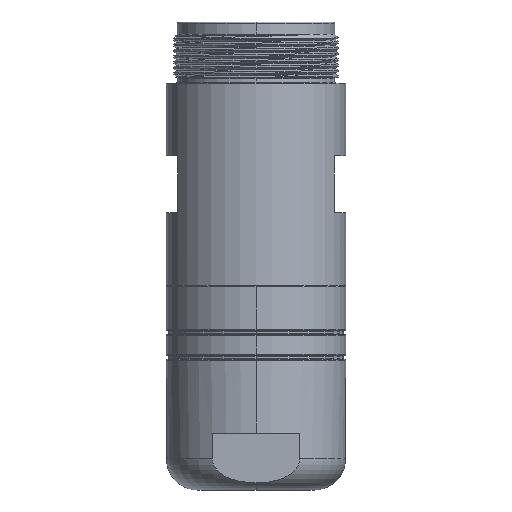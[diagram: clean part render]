
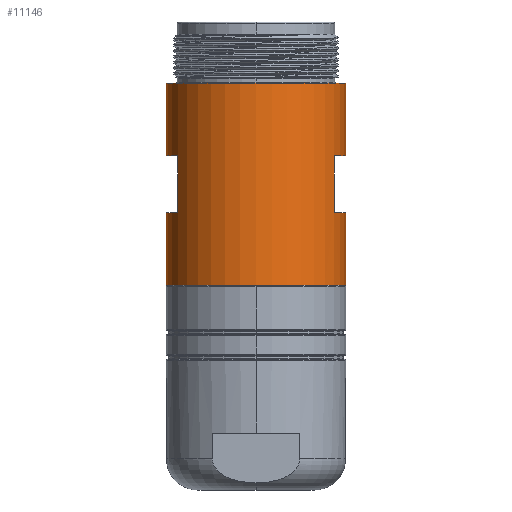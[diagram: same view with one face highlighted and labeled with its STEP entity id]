
A CAD part, front view. The second image highlights one B-rep face of the part: STEP entity #11146.
In plain terms, the highlighted cylindrical face has radius 31.5 mm (diameter 63 mm), a partial arc.
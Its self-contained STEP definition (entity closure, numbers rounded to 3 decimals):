
#2370=CARTESIAN_POINT('',(0.,0.,-21.5));
#2371=DIRECTION('',(0.,0.,1.));
#2372=DIRECTION('',(-0.177,0.984,0.));
#2373=AXIS2_PLACEMENT_3D('',#2370,#2371,#2372);
#2375=DIRECTION('',(0.,0.,1.));
#2376=VECTOR('',#2375,71.);
#2377=CARTESIAN_POINT('',(5.59,31.,-92.5));
#2378=LINE('',#2377,#2376);
#2379=CARTESIAN_POINT('',(0.,0.,-92.5));
#2380=DIRECTION('',(0.,0.,-1.));
#2381=DIRECTION('',(0.177,0.984,0.));
#2382=AXIS2_PLACEMENT_3D('',#2379,#2380,#2381);
#2384=DIRECTION('',(0.,0.,1.));
#2385=VECTOR('',#2384,71.);
#2386=CARTESIAN_POINT('',(-5.59,31.,-92.5));
#2387=LINE('',#2386,#2385);
#2388=CARTESIAN_POINT('',(0.,0.,-47.));
#2389=DIRECTION('',(0.,0.,1.));
#2390=DIRECTION('',(0.873,-0.488,0.));
#2391=AXIS2_PLACEMENT_3D('',#2388,#2389,#2390);
#2393=DIRECTION('',(0.,0.,1.));
#2394=VECTOR('',#2393,20.);
#2395=CARTESIAN_POINT('',(27.5,-15.362,-67.));
#2396=LINE('',#2395,#2394);
#2397=CARTESIAN_POINT('',(0.,0.,-67.));
#2398=DIRECTION('',(0.,0.,1.));
#2399=DIRECTION('',(0.873,-0.488,0.));
#2400=AXIS2_PLACEMENT_3D('',#2397,#2398,#2399);
#2402=DIRECTION('',(0.,0.,1.));
#2403=VECTOR('',#2402,20.);
#2404=CARTESIAN_POINT('',(27.5,15.362,-67.));
#2405=LINE('',#2404,#2403);
#2406=CARTESIAN_POINT('',(0.,0.,-47.));
#2407=DIRECTION('',(0.,0.,1.));
#2408=DIRECTION('',(-0.873,0.488,0.));
#2409=AXIS2_PLACEMENT_3D('',#2406,#2407,#2408);
#2411=DIRECTION('',(0.,0.,1.));
#2412=VECTOR('',#2411,20.);
#2413=CARTESIAN_POINT('',(-27.5,15.362,-67.));
#2414=LINE('',#2413,#2412);
#2415=CARTESIAN_POINT('',(0.,0.,-67.));
#2416=DIRECTION('',(0.,0.,1.));
#2417=DIRECTION('',(-0.873,0.488,0.));
#2418=AXIS2_PLACEMENT_3D('',#2415,#2416,#2417);
#2420=DIRECTION('',(0.,0.,1.));
#2421=VECTOR('',#2420,20.);
#2422=CARTESIAN_POINT('',(-27.5,-15.362,-67.));
#2423=LINE('',#2422,#2421);
#6442=CARTESIAN_POINT('',(-27.5,15.362,-47.));
#6443=CARTESIAN_POINT('',(-27.5,-15.362,-47.));
#6444=VERTEX_POINT('',#6442);
#6445=VERTEX_POINT('',#6443);
#6446=CARTESIAN_POINT('',(27.5,-15.362,-47.));
#6447=CARTESIAN_POINT('',(27.5,15.362,-47.));
#6448=VERTEX_POINT('',#6446);
#6449=VERTEX_POINT('',#6447);
#6450=CARTESIAN_POINT('',(-27.5,15.362,-67.));
#6451=CARTESIAN_POINT('',(-27.5,-15.362,-67.));
#6452=VERTEX_POINT('',#6450);
#6453=VERTEX_POINT('',#6451);
#6454=CARTESIAN_POINT('',(27.5,-15.362,-67.));
#6455=CARTESIAN_POINT('',(27.5,15.362,-67.));
#6456=VERTEX_POINT('',#6454);
#6457=VERTEX_POINT('',#6455);
#6528=CARTESIAN_POINT('',(-5.59,31.,-92.5));
#6529=CARTESIAN_POINT('',(-5.59,31.,-21.5));
#6530=VERTEX_POINT('',#6528);
#6531=VERTEX_POINT('',#6529);
#6532=CARTESIAN_POINT('',(5.59,31.,-92.5));
#6533=CARTESIAN_POINT('',(5.59,31.,-21.5));
#6534=VERTEX_POINT('',#6532);
#6535=VERTEX_POINT('',#6533);
#11114=CARTESIAN_POINT('',(0.,0.,-148.995));
#11115=DIRECTION('',(0.,0.,1.));
#11116=DIRECTION('',(0.,1.,0.));
#11117=AXIS2_PLACEMENT_3D('',#11114,#11115,#11116);
#11118=CYLINDRICAL_SURFACE('',#11117,31.5);
#11119=ORIENTED_EDGE('',*,*,#11058,.T.);
#11121=ORIENTED_EDGE('',*,*,#11120,.F.);
#11122=ORIENTED_EDGE('',*,*,#11095,.T.);
#11123=ORIENTED_EDGE('',*,*,#11084,.T.);
#11124=EDGE_LOOP('',(#11119,#11121,#11122,#11123));
#11125=FACE_OUTER_BOUND('',#11124,.F.);
#11127=ORIENTED_EDGE('',*,*,#11126,.F.);
#11129=ORIENTED_EDGE('',*,*,#11128,.F.);
#11131=ORIENTED_EDGE('',*,*,#11130,.T.);
#11133=ORIENTED_EDGE('',*,*,#11132,.T.);
#11134=EDGE_LOOP('',(#11127,#11129,#11131,#11133));
#11135=FACE_BOUND('',#11134,.F.);
#11137=ORIENTED_EDGE('',*,*,#11136,.F.);
#11139=ORIENTED_EDGE('',*,*,#11138,.F.);
#11141=ORIENTED_EDGE('',*,*,#11140,.T.);
#11143=ORIENTED_EDGE('',*,*,#11142,.T.);
#11144=EDGE_LOOP('',(#11137,#11139,#11141,#11143));
#11145=FACE_BOUND('',#11144,.F.);
#2374=CIRCLE('',#2373,31.5);
#2383=CIRCLE('',#2382,31.5);
#2392=CIRCLE('',#2391,31.5);
#2401=CIRCLE('',#2400,31.5);
#2410=CIRCLE('',#2409,31.5);
#2419=CIRCLE('',#2418,31.5);
#11058=EDGE_CURVE('',#6531,#6535,#2374,.T.);
#11084=EDGE_CURVE('',#6530,#6531,#2387,.T.);
#11095=EDGE_CURVE('',#6534,#6530,#2383,.T.);
#11120=EDGE_CURVE('',#6534,#6535,#2378,.T.);
#11126=EDGE_CURVE('',#6448,#6449,#2392,.T.);
#11128=EDGE_CURVE('',#6456,#6448,#2396,.T.);
#11130=EDGE_CURVE('',#6456,#6457,#2401,.T.);
#11132=EDGE_CURVE('',#6457,#6449,#2405,.T.);
#11136=EDGE_CURVE('',#6444,#6445,#2410,.T.);
#11138=EDGE_CURVE('',#6452,#6444,#2414,.T.);
#11140=EDGE_CURVE('',#6452,#6453,#2419,.T.);
#11142=EDGE_CURVE('',#6453,#6445,#2423,.T.);
#11146=ADVANCED_FACE('',(#11125,#11135,#11145),#11118,.T.);
